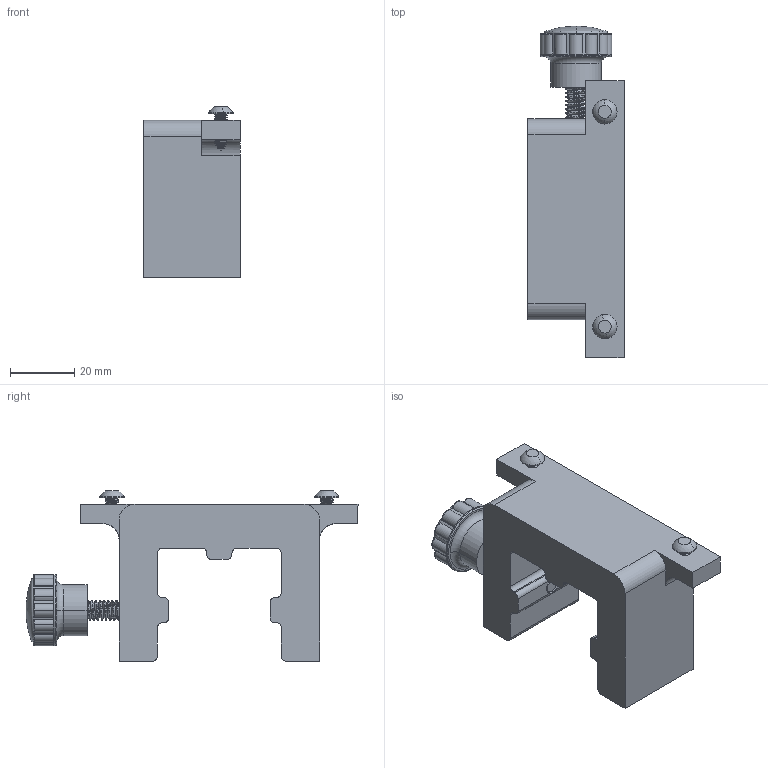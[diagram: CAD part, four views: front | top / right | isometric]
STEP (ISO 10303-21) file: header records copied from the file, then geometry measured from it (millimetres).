
FILE_DESCRIPTION (( 'STEP AP214' ), '1' );
FILE_NAME ('1.5in Right Mounting Bracket Straight.STEP', '2026-02-27T17:05:35', ( '' ), ( '' ), 'SwSTEP 2.0', 'SolidWorks 2017', '' );
FILE_SCHEMA (( 'AUTOMOTIVE_DESIGN' ));
Length unit declared in the file: millimetre
Products named in the file (1): 1.5in Right Mounting Bracket Straight
Bounding box: 30 x 103.58 x 53.09 mm (x, y, z)
Volume: 60511.8 mm3; surface area: 16240.2 mm2
Topology: 1 solids, 1 shells, 277 faces, 763 edges, 495 vertices
Faces by surface type: cylinder 141, plane 62, bspline 40, torus 23, sphere 6, cone 5
Entity records: 43760 total; most frequent: CARTESIAN_POINT 35892, ORIENTED_EDGE 1526, DIRECTION 1133, EDGE_CURVE 763, VERTEX_POINT 495, AXIS2_PLACEMENT_3D 459, EDGE_LOOP 288, FACE_OUTER_BOUND 278
